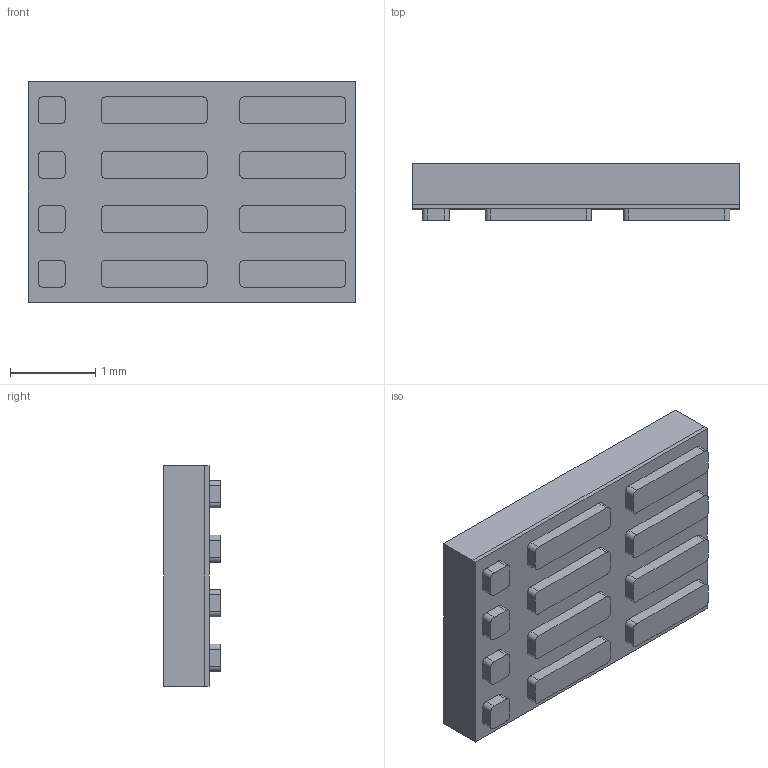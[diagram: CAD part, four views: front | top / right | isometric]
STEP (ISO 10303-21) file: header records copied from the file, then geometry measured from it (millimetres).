
FILE_DESCRIPTION (( 'STEP AP214' ), '1' );
FILE_NAME ('EPC2152ENGRT.STEP', '2024-07-03T19:39:42', ( '' ), ( '' ), 'SwSTEP 2.0', 'SolidWorks 2021', '' );
FILE_SCHEMA (( 'AUTOMOTIVE_DESIGN' ));
Length unit declared in the file: millimetre
Products named in the file (1): EPC2152ENGRT
Bounding box: 3.85 x 0.67 x 2.59 mm (x, y, z)
Volume: 5.8 mm3; surface area: 58 mm2
Topology: 15 solids, 15 shells, 139 faces, 324 edges, 216 vertices
Faces by surface type: plane 87, cylinder 52
Entity records: 4142 total; most frequent: DIRECTION 708, CARTESIAN_POINT 680, ORIENTED_EDGE 648, EDGE_CURVE 324, AXIS2_PLACEMENT_3D 244, VECTOR 220, LINE 220, VERTEX_POINT 216
